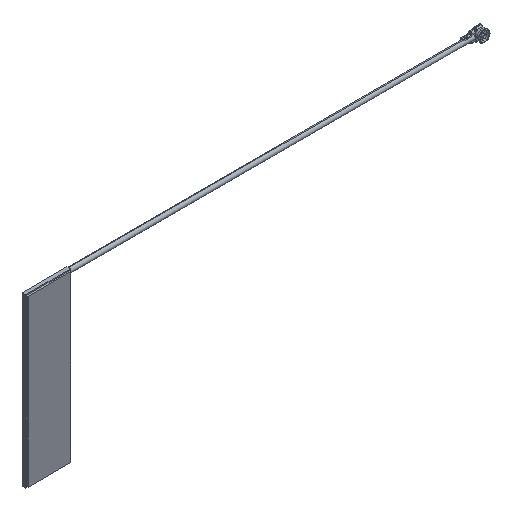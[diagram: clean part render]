
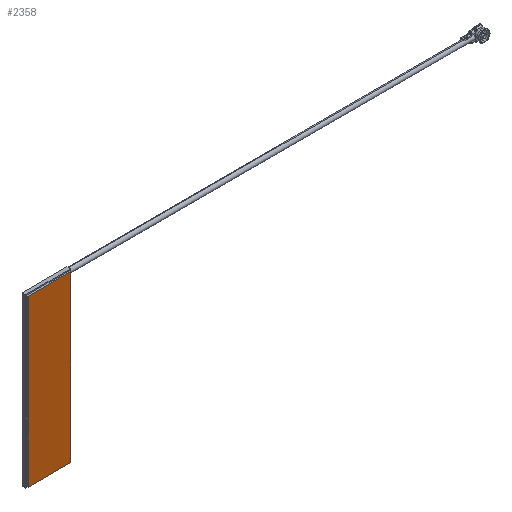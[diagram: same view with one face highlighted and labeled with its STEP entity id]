
A CAD part, isometric view. The second image highlights one B-rep face of the part: STEP entity #2358.
In plain terms, the highlighted planar face has unit normal (0, -1, 0).
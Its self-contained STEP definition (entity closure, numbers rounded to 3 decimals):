
#11 = EDGE_CURVE ( 'NONE', #1034, #1901, #1294, .T. ) ;
#240 = VECTOR ( 'NONE', #1862, 1000. ) ;
#340 = VERTEX_POINT ( 'NONE', #2912 ) ;
#699 = ORIENTED_EDGE ( 'NONE', *, *, #2424, .T. ) ;
#700 = CARTESIAN_POINT ( 'NONE',  ( -0.254, -1.245, -0.254 ) ) ;
#876 = VECTOR ( 'NONE', #2399, 1000. ) ;
#955 = ORIENTED_EDGE ( 'NONE', *, *, #3241, .T. ) ;
#958 = CARTESIAN_POINT ( 'NONE',  ( -0.254, -1.245, -40.742 ) ) ;
#968 = ORIENTED_EDGE ( 'NONE', *, *, #2497, .T. ) ;
#997 = CARTESIAN_POINT ( 'NONE',  ( -0.254, -1.245, -40.742 ) ) ;
#1034 = VERTEX_POINT ( 'NONE', #997 ) ;
#1294 = LINE ( 'NONE', #958, #2565 ) ;
#1406 = CARTESIAN_POINT ( 'NONE',  ( -10.744, -1.245, -40.742 ) ) ;
#1518 = LINE ( 'NONE', #1591, #876 ) ;
#1560 = CARTESIAN_POINT ( 'NONE',  ( -10.744, -1.245, -40.742 ) ) ;
#1591 = CARTESIAN_POINT ( 'NONE',  ( -10.744, -1.245, -0.254 ) ) ;
#1813 = FACE_OUTER_BOUND ( 'NONE', #2316, .T. ) ;
#1824 = AXIS2_PLACEMENT_3D ( 'NONE', #2958, #2169, #3234 ) ;
#1862 = DIRECTION ( 'NONE',  ( -1., 0., 0. ) ) ;
#1901 = VERTEX_POINT ( 'NONE', #700 ) ;
#2087 = VERTEX_POINT ( 'NONE', #1406 ) ;
#2134 = PLANE ( 'NONE',  #1824 ) ;
#2169 = DIRECTION ( 'NONE',  ( 0., -1., 0. ) ) ;
#2219 = VECTOR ( 'NONE', #2352, 1000. ) ;
#2316 = EDGE_LOOP ( 'NONE', ( #699, #955, #2491, #968 ) ) ;
#2352 = DIRECTION ( 'NONE',  ( 1., 0., 0. ) ) ;
#2358 = ADVANCED_FACE ( 'NONE', ( #1813 ), #2134, .T. ) ;
#2399 = DIRECTION ( 'NONE',  ( 0., 0., -1. ) ) ;
#2424 = EDGE_CURVE ( 'NONE', #340, #2087, #1518, .T. ) ;
#2430 = CARTESIAN_POINT ( 'NONE',  ( -0.254, -1.245, -0.254 ) ) ;
#2491 = ORIENTED_EDGE ( 'NONE', *, *, #11, .T. ) ;
#2497 = EDGE_CURVE ( 'NONE', #1901, #340, #2635, .T. ) ;
#2565 = VECTOR ( 'NONE', #2871, 1000. ) ;
#2635 = LINE ( 'NONE', #2430, #240 ) ;
#2871 = DIRECTION ( 'NONE',  ( 0., 0., 1. ) ) ;
#2912 = CARTESIAN_POINT ( 'NONE',  ( -10.744, -1.245, -0.254 ) ) ;
#2958 = CARTESIAN_POINT ( 'NONE',  ( 0., -1.245, 0. ) ) ;
#3234 = DIRECTION ( 'NONE',  ( 0., 0., -1. ) ) ;
#3241 = EDGE_CURVE ( 'NONE', #2087, #1034, #3505, .T. ) ;
#3505 = LINE ( 'NONE', #1560, #2219 ) ;
